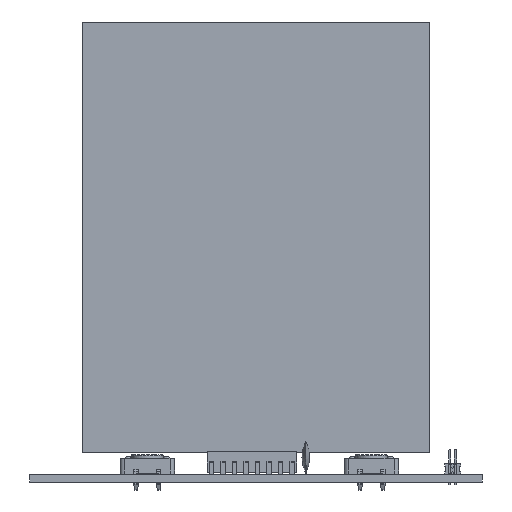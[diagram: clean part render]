
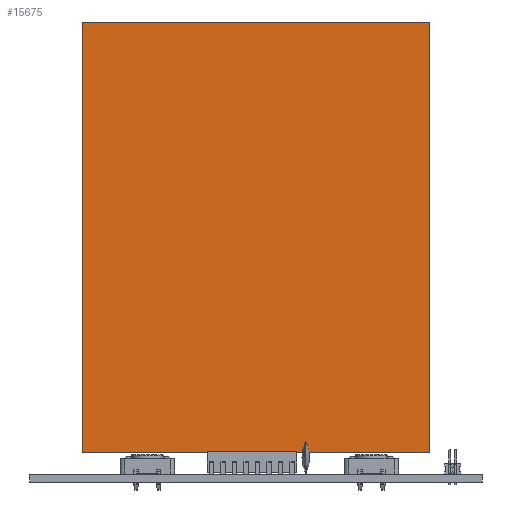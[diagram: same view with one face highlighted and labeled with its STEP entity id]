
A CAD part, front view. The second image highlights one B-rep face of the part: STEP entity #15675.
In plain terms, the highlighted planar face has unit normal (0, -1, 0).
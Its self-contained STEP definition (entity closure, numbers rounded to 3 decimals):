
#15675 = ADVANCED_FACE('',(#15676),#15690,.T.);
#15676 = FACE_BOUND('',#15677,.T.);
#15677 = EDGE_LOOP('',(#15678,#15713,#15741,#15769));
#15678 = ORIENTED_EDGE('',*,*,#15679,.T.);
#15679 = EDGE_CURVE('',#15680,#15682,#15684,.T.);
#15680 = VERTEX_POINT('',#15681);
#15681 = CARTESIAN_POINT('',(38.364,-40.864,0.));
#15682 = VERTEX_POINT('',#15683);
#15683 = CARTESIAN_POINT('',(38.364,-40.864,95.));
#15684 = SURFACE_CURVE('',#15685,(#15689,#15701),.PCURVE_S1.);
#15685 = LINE('',#15686,#15687);
#15686 = CARTESIAN_POINT('',(38.364,-40.864,0.));
#15687 = VECTOR('',#15688,1.);
#15688 = DIRECTION('',(0.,0.,1.));
#15689 = PCURVE('',#15690,#15695);
#15690 = PLANE('',#15691);
#15691 = AXIS2_PLACEMENT_3D('',#15692,#15693,#15694);
#15692 = CARTESIAN_POINT('',(38.364,-40.864,0.));
#15693 = DIRECTION('',(0.,-1.,0.));
#15694 = DIRECTION('',(-1.,0.,0.));
#15695 = DEFINITIONAL_REPRESENTATION('',(#15696),#15700);
#15696 = LINE('',#15697,#15698);
#15697 = CARTESIAN_POINT('',(0.,0.));
#15698 = VECTOR('',#15699,1.);
#15699 = DIRECTION('',(0.,-1.));
#15700 = ( GEOMETRIC_REPRESENTATION_CONTEXT(2) 
PARAMETRIC_REPRESENTATION_CONTEXT() REPRESENTATION_CONTEXT('2D SPACE',''
  ) );
#15701 = PCURVE('',#15702,#15707);
#15702 = PLANE('',#15703);
#15703 = AXIS2_PLACEMENT_3D('',#15704,#15705,#15706);
#15704 = CARTESIAN_POINT('',(38.364,40.864,0.));
#15705 = DIRECTION('',(1.,0.,0.));
#15706 = DIRECTION('',(0.,-1.,0.));
#15707 = DEFINITIONAL_REPRESENTATION('',(#15708),#15712);
#15708 = LINE('',#15709,#15710);
#15709 = CARTESIAN_POINT('',(81.727,0.));
#15710 = VECTOR('',#15711,1.);
#15711 = DIRECTION('',(0.,-1.));
#15712 = ( GEOMETRIC_REPRESENTATION_CONTEXT(2) 
PARAMETRIC_REPRESENTATION_CONTEXT() REPRESENTATION_CONTEXT('2D SPACE',''
  ) );
#15713 = ORIENTED_EDGE('',*,*,#15714,.T.);
#15714 = EDGE_CURVE('',#15682,#15715,#15717,.T.);
#15715 = VERTEX_POINT('',#15716);
#15716 = CARTESIAN_POINT('',(-38.364,-40.864,95.));
#15717 = SURFACE_CURVE('',#15718,(#15722,#15729),.PCURVE_S1.);
#15718 = LINE('',#15719,#15720);
#15719 = CARTESIAN_POINT('',(38.364,-40.864,95.));
#15720 = VECTOR('',#15721,1.);
#15721 = DIRECTION('',(-1.,0.,0.));
#15722 = PCURVE('',#15690,#15723);
#15723 = DEFINITIONAL_REPRESENTATION('',(#15724),#15728);
#15724 = LINE('',#15725,#15726);
#15725 = CARTESIAN_POINT('',(0.,-95.));
#15726 = VECTOR('',#15727,1.);
#15727 = DIRECTION('',(1.,0.));
#15728 = ( GEOMETRIC_REPRESENTATION_CONTEXT(2) 
PARAMETRIC_REPRESENTATION_CONTEXT() REPRESENTATION_CONTEXT('2D SPACE',''
  ) );
#15729 = PCURVE('',#15730,#15735);
#15730 = PLANE('',#15731);
#15731 = AXIS2_PLACEMENT_3D('',#15732,#15733,#15734);
#15732 = CARTESIAN_POINT('',(38.364,-40.864,95.));
#15733 = DIRECTION('',(0.,0.,1.));
#15734 = DIRECTION('',(1.,0.,0.));
#15735 = DEFINITIONAL_REPRESENTATION('',(#15736),#15740);
#15736 = LINE('',#15737,#15738);
#15737 = CARTESIAN_POINT('',(0.,0.));
#15738 = VECTOR('',#15739,1.);
#15739 = DIRECTION('',(-1.,0.));
#15740 = ( GEOMETRIC_REPRESENTATION_CONTEXT(2) 
PARAMETRIC_REPRESENTATION_CONTEXT() REPRESENTATION_CONTEXT('2D SPACE',''
  ) );
#15741 = ORIENTED_EDGE('',*,*,#15742,.F.);
#15742 = EDGE_CURVE('',#15743,#15715,#15745,.T.);
#15743 = VERTEX_POINT('',#15744);
#15744 = CARTESIAN_POINT('',(-38.364,-40.864,0.));
#15745 = SURFACE_CURVE('',#15746,(#15750,#15757),.PCURVE_S1.);
#15746 = LINE('',#15747,#15748);
#15747 = CARTESIAN_POINT('',(-38.364,-40.864,0.));
#15748 = VECTOR('',#15749,1.);
#15749 = DIRECTION('',(0.,0.,1.));
#15750 = PCURVE('',#15690,#15751);
#15751 = DEFINITIONAL_REPRESENTATION('',(#15752),#15756);
#15752 = LINE('',#15753,#15754);
#15753 = CARTESIAN_POINT('',(76.727,0.));
#15754 = VECTOR('',#15755,1.);
#15755 = DIRECTION('',(0.,-1.));
#15756 = ( GEOMETRIC_REPRESENTATION_CONTEXT(2) 
PARAMETRIC_REPRESENTATION_CONTEXT() REPRESENTATION_CONTEXT('2D SPACE',''
  ) );
#15757 = PCURVE('',#15758,#15763);
#15758 = PLANE('',#15759);
#15759 = AXIS2_PLACEMENT_3D('',#15760,#15761,#15762);
#15760 = CARTESIAN_POINT('',(-38.364,-40.864,0.));
#15761 = DIRECTION('',(-1.,0.,0.));
#15762 = DIRECTION('',(0.,1.,0.));
#15763 = DEFINITIONAL_REPRESENTATION('',(#15764),#15768);
#15764 = LINE('',#15765,#15766);
#15765 = CARTESIAN_POINT('',(0.,0.));
#15766 = VECTOR('',#15767,1.);
#15767 = DIRECTION('',(0.,-1.));
#15768 = ( GEOMETRIC_REPRESENTATION_CONTEXT(2) 
PARAMETRIC_REPRESENTATION_CONTEXT() REPRESENTATION_CONTEXT('2D SPACE',''
  ) );
#15769 = ORIENTED_EDGE('',*,*,#15770,.F.);
#15770 = EDGE_CURVE('',#15680,#15743,#15771,.T.);
#15771 = SURFACE_CURVE('',#15772,(#15776,#15783),.PCURVE_S1.);
#15772 = LINE('',#15773,#15774);
#15773 = CARTESIAN_POINT('',(38.364,-40.864,0.));
#15774 = VECTOR('',#15775,1.);
#15775 = DIRECTION('',(-1.,0.,0.));
#15776 = PCURVE('',#15690,#15777);
#15777 = DEFINITIONAL_REPRESENTATION('',(#15778),#15782);
#15778 = LINE('',#15779,#15780);
#15779 = CARTESIAN_POINT('',(0.,0.));
#15780 = VECTOR('',#15781,1.);
#15781 = DIRECTION('',(1.,0.));
#15782 = ( GEOMETRIC_REPRESENTATION_CONTEXT(2) 
PARAMETRIC_REPRESENTATION_CONTEXT() REPRESENTATION_CONTEXT('2D SPACE',''
  ) );
#15783 = PCURVE('',#15784,#15789);
#15784 = PLANE('',#15785);
#15785 = AXIS2_PLACEMENT_3D('',#15786,#15787,#15788);
#15786 = CARTESIAN_POINT('',(38.364,-40.864,0.));
#15787 = DIRECTION('',(0.,0.,1.));
#15788 = DIRECTION('',(1.,0.,0.));
#15789 = DEFINITIONAL_REPRESENTATION('',(#15790),#15794);
#15790 = LINE('',#15791,#15792);
#15791 = CARTESIAN_POINT('',(0.,0.));
#15792 = VECTOR('',#15793,1.);
#15793 = DIRECTION('',(-1.,0.));
#15794 = ( GEOMETRIC_REPRESENTATION_CONTEXT(2) 
PARAMETRIC_REPRESENTATION_CONTEXT() REPRESENTATION_CONTEXT('2D SPACE',''
  ) );
